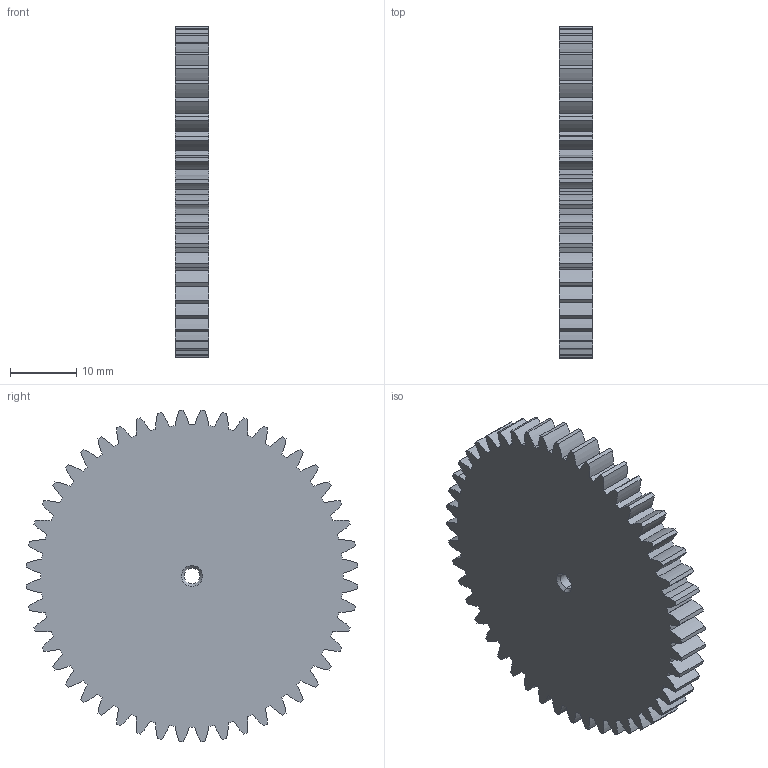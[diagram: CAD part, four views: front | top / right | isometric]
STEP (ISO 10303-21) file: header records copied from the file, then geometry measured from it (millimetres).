
FILE_DESCRIPTION (( 'STEP AP214' ), '1' );
FILE_NAME ('t1.STEP', '2026-02-14T09:49:41', ( '' ), ( '' ), 'SwSTEP 2.0', 'SolidWorks 2025', '' );
FILE_SCHEMA (( 'AUTOMOTIVE_DESIGN' ));
Length unit declared in the file: millimetre
Products named in the file (1): t1
Bounding box: 5 x 49.93 x 49.93 mm (x, y, z)
Volume: 8859.5 mm3; surface area: 5124.4 mm2
Topology: 1 solids, 1 shells, 210 faces, 615 edges, 408 vertices
Faces by surface type: cylinder 201, cone 6, plane 3
Entity records: 7246 total; most frequent: DIRECTION 1445, CARTESIAN_POINT 1234, ORIENTED_EDGE 1230, AXIS2_PLACEMENT_3D 619, EDGE_CURVE 615, VERTEX_POINT 408, CIRCLE 408, EDGE_LOOP 213
